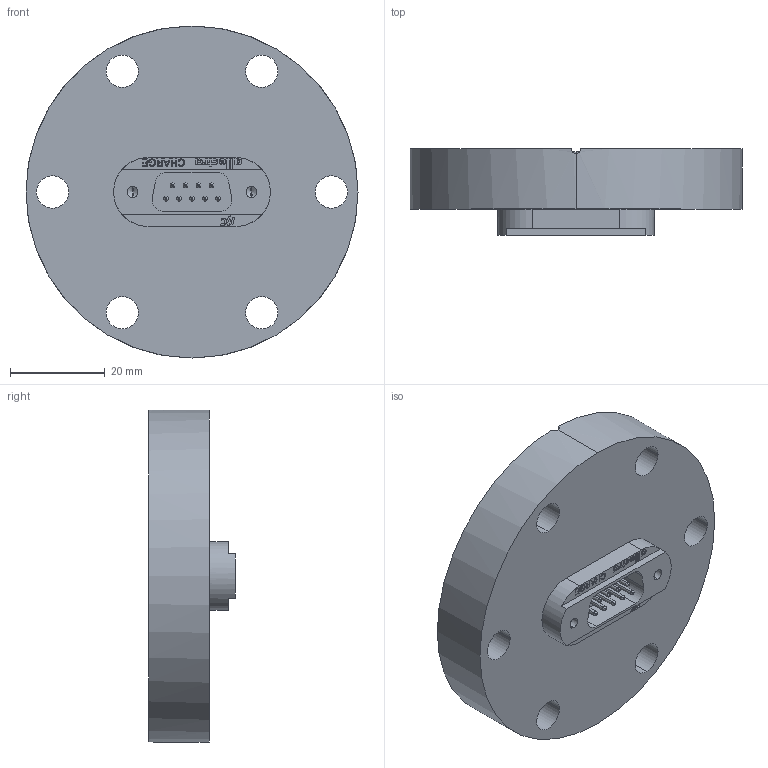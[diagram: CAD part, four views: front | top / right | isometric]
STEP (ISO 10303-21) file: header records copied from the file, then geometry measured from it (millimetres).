
FILE_DESCRIPTION (( 'STEP AP214' ), '1' );
FILE_NAME ('210-D09-C40-HC.step', '2025-02-17T20:18:17', ( '' ), ( '' ), 'SwSTEP 2.0', 'SolidWorks 2022', '' );
FILE_SCHEMA (( 'AUTOMOTIVE_DESIGN' ));
Length unit declared in the file: millimetre
Products named in the file (5): 218-D9-37-SS-HC_218-D09-SS-HC; 9210-PIN-FENI-CU_Pin vergoldet; 9218-D9-37-SS-V22_9pin 1mm beschr. HC; 210-D09-C40-HC; 9210-D09-C40_DN40 CF
Assembly tree (12 placements, depth 3):
  210-D09-C40-HC
    9210-D09-C40_DN40 CF
    218-D9-37-SS-HC_218-D09-SS-HC
      9218-D9-37-SS-V22_9pin 1mm beschr. HC
      9210-PIN-FENI-CU_Pin vergoldet  x9
Bounding box: 69.9 x 18.2 x 69.9 mm (x, y, z)
Volume: 43711.8 mm3; surface area: 16069.7 mm2
Topology: 20 solids, 20 shells, 454 faces, 1192 edges, 742 vertices
Faces by surface type: plane 173, cylinder 158, sphere 72, bspline 37, cone 12, torus 2
Entity records: 12655 total; most frequent: CARTESIAN_POINT 3823, ORIENTED_EDGE 1808, DIRECTION 1698, EDGE_CURVE 904, VERTEX_POINT 594, LINE 588, VECTOR 588, AXIS2_PLACEMENT_3D 555
